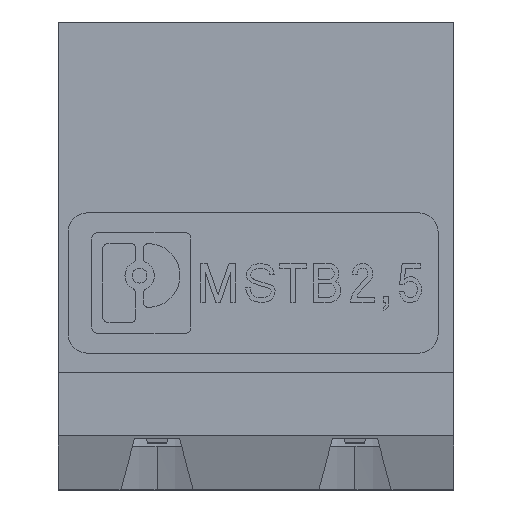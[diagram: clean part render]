
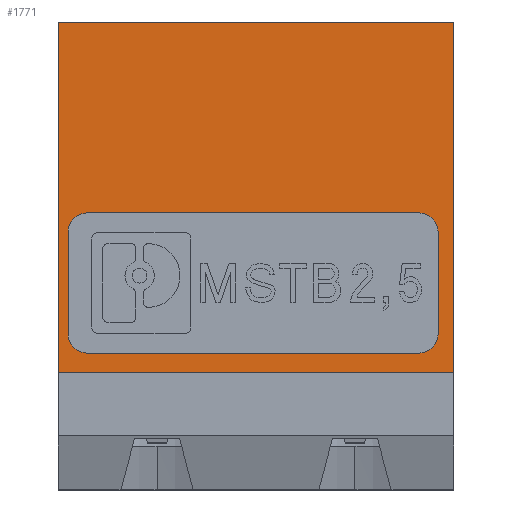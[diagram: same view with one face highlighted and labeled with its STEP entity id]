
A CAD part, top view. The second image highlights one B-rep face of the part: STEP entity #1771.
In plain terms, the highlighted planar face has unit normal (0, 0, 1).
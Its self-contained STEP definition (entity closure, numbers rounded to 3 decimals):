
#1771=ADVANCED_FACE('',(#3532,#3533),#3534,.T.);
#3532=FACE_BOUND('',#11172,.T.);
#3533=FACE_OUTER_BOUND('',#11173,.T.);
#3534=PLANE('',#11174);
#11172=EDGE_LOOP('',(#13937,#13938,#13939,#13940,#13941,#13942,#13943,#13944));
#11173=EDGE_LOOP('',(#13945,#13946,#13947,#13948));
#11174=AXIS2_PLACEMENT_3D('',#13949,#13950,#13951);
#13937=ORIENTED_EDGE('',*,*,#17282,.T.);
#13938=ORIENTED_EDGE('',*,*,#17283,.T.);
#13939=ORIENTED_EDGE('',*,*,#17284,.F.);
#13940=ORIENTED_EDGE('',*,*,#17175,.T.);
#13941=ORIENTED_EDGE('',*,*,#17171,.T.);
#13942=ORIENTED_EDGE('',*,*,#17259,.F.);
#13943=ORIENTED_EDGE('',*,*,#17285,.T.);
#13944=ORIENTED_EDGE('',*,*,#17214,.F.);
#13945=ORIENTED_EDGE('',*,*,#17127,.F.);
#13946=ORIENTED_EDGE('',*,*,#17272,.T.);
#13947=ORIENTED_EDGE('',*,*,#16947,.F.);
#13948=ORIENTED_EDGE('',*,*,#17148,.T.);
#13949=CARTESIAN_POINT('',(-0.445,8.5,7.67));
#13950=DIRECTION('',(0.,0.,1.0));
#13951=DIRECTION('',(1.0,0.,0.));
#16947=EDGE_CURVE('',#18556,#18558,#18559,.T.);
#17127=EDGE_CURVE('',#18834,#18836,#18837,.F.);
#17148=EDGE_CURVE('',#18556,#18836,#18868,.F.);
#17171=EDGE_CURVE('',#18899,#18904,#18906,.T.);
#17175=EDGE_CURVE('',#18908,#18899,#18912,.T.);
#17214=EDGE_CURVE('',#18969,#18972,#18973,.F.);
#17259=EDGE_CURVE('',#19033,#18904,#19036,.F.);
#17272=EDGE_CURVE('',#18834,#18558,#19050,.T.);
#17282=EDGE_CURVE('',#18969,#19063,#19064,.F.);
#17283=EDGE_CURVE('',#19063,#19065,#19066,.F.);
#17284=EDGE_CURVE('',#18908,#19065,#19067,.T.);
#17285=EDGE_CURVE('',#19033,#18972,#19068,.F.);
#18556=VERTEX_POINT('',#20919);
#18558=VERTEX_POINT('',#20922);
#18559=LINE('',#20923,#20924);
#18834=VERTEX_POINT('',#21324);
#18836=VERTEX_POINT('',#21327);
#18837=LINE('',#21328,#21329);
#18868=LINE('',#21372,#21373);
#18899=VERTEX_POINT('',#21419);
#18904=VERTEX_POINT('',#21426);
#18906=LINE('',#21429,#21430);
#18908=VERTEX_POINT('',#21432);
#18912=CIRCLE('',#21437,0.5);
#18969=VERTEX_POINT('',#21521);
#18972=VERTEX_POINT('',#21525);
#18973=CIRCLE('',#21526,0.5);
#19033=VERTEX_POINT('',#21614);
#19036=CIRCLE('',#21618,0.5);
#19050=LINE('',#21636,#21637);
#19063=VERTEX_POINT('',#21656);
#19064=LINE('',#21657,#21658);
#19065=VERTEX_POINT('',#21659);
#19066=CIRCLE('',#21660,0.5);
#19067=LINE('',#21661,#21662);
#19068=LINE('',#21663,#21664);
#20919=CARTESIAN_POINT('',(10.16,12.0,7.67));
#20922=CARTESIAN_POINT('',(10.16,3.,7.67));
#20923=CARTESIAN_POINT('',(10.16,0.,7.67));
#20924=VECTOR('',#24088,1.0);
#21324=CARTESIAN_POINT('',(0.,3.,7.67));
#21327=CARTESIAN_POINT('',(0.,12.0,7.67));
#21328=CARTESIAN_POINT('',(0.,10.852,7.67));
#21329=VECTOR('',#24266,1.0);
#21372=CARTESIAN_POINT('',(4.837,12.0,7.67));
#21373=VECTOR('',#24291,1.0);
#21419=CARTESIAN_POINT('',(0.755,7.1,7.67));
#21426=CARTESIAN_POINT('',(9.255,7.1,7.67));
#21429=CARTESIAN_POINT('',(3.612,7.1,7.67));
#21430=VECTOR('',#24310,1.0);
#21432=CARTESIAN_POINT('',(0.255,6.6,7.67));
#21437=AXIS2_PLACEMENT_3D('',#24315,#24316,#24317);
#21521=CARTESIAN_POINT('',(9.255,3.5,7.67));
#21525=CARTESIAN_POINT('',(9.755,4.0,7.67));
#21526=AXIS2_PLACEMENT_3D('',#24346,#24347,#24348);
#21614=CARTESIAN_POINT('',(9.755,6.6,7.67));
#21618=AXIS2_PLACEMENT_3D('',#24388,#24389,#24390);
#21636=CARTESIAN_POINT('',(15.24,3.,7.67));
#21637=VECTOR('',#24404,1.0);
#21656=CARTESIAN_POINT('',(0.755,3.5,7.67));
#21657=CARTESIAN_POINT('',(7.862,3.5,7.67));
#21658=VECTOR('',#24411,1.0);
#21659=CARTESIAN_POINT('',(0.255,4.0,7.67));
#21660=AXIS2_PLACEMENT_3D('',#24412,#24413,#24414);
#21661=CARTESIAN_POINT('',(0.255,6.25,7.67));
#21662=VECTOR('',#24415,1.0);
#21663=CARTESIAN_POINT('',(9.755,6.237,7.67));
#21664=VECTOR('',#24416,1.0);
#24088=DIRECTION('',(0.0,-1.0,0.));
#24266=DIRECTION('',(0.,-1.0,0.));
#24291=DIRECTION('',(1.0,0.,0.));
#24310=DIRECTION('',(1.0,0.,0.));
#24315=CARTESIAN_POINT('',(0.755,6.6,7.67));
#24316=DIRECTION('',(0.,0.,-1.0));
#24317=DIRECTION('',(-1.0,0.,0.));
#24346=CARTESIAN_POINT('',(9.255,4.0,7.67));
#24347=DIRECTION('',(0.,0.0,-1.0));
#24348=DIRECTION('',(1.0,0.,0.));
#24388=CARTESIAN_POINT('',(9.255,6.6,7.67));
#24389=DIRECTION('',(0.,0.0,-1.0));
#24390=DIRECTION('',(1.0,0.,0.));
#24404=DIRECTION('',(1.0,0.,0.));
#24411=DIRECTION('',(1.0,0.,0.));
#24412=CARTESIAN_POINT('',(0.755,4.0,7.67));
#24413=DIRECTION('',(0.,0.,1.0));
#24414=DIRECTION('',(-1.0,0.,0.));
#24415=DIRECTION('',(0.,-1.0,0.));
#24416=DIRECTION('',(0.,1.0,0.));
